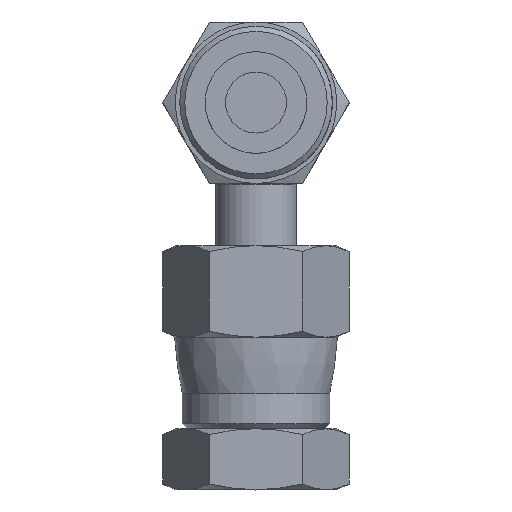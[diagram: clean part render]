
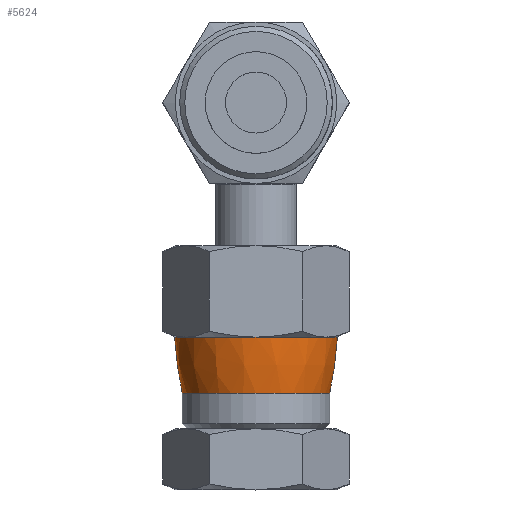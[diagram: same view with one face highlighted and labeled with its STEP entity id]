
A CAD part, top view. The second image highlights one B-rep face of the part: STEP entity #5624.
In plain terms, the highlighted free-form (B-spline) face has degree [2, 2] with [3, 9] control points.
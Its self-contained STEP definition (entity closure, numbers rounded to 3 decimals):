
#19=(
BOUNDED_SURFACE()
B_SPLINE_SURFACE(2,2,((#12341,#12342,#12343,#12344,#12345,#12346,#12347,
#12348,#12349),(#12350,#12351,#12352,#12353,#12354,#12355,#12356,#12357,
#12358),(#12359,#12360,#12361,#12362,#12363,#12364,#12365,#12366,#12367)),
 .UNSPECIFIED.,.F.,.T.,.F.)
B_SPLINE_SURFACE_WITH_KNOTS((3,3),(3,2,2,2,3),(0.,0.271),
(-3.142,-1.571,0.,1.571,3.142),
 .UNSPECIFIED.)
GEOMETRIC_REPRESENTATION_ITEM()
RATIONAL_B_SPLINE_SURFACE(((1.,0.707,1.,0.707,1.,
0.707,1.,0.707,1.),(0.991,0.701,
0.991,0.701,0.991,0.701,0.991,
0.701,0.991),(1.,0.707,1.,0.707,
1.,0.707,1.,0.707,1.)))
REPRESENTATION_ITEM('')
SURFACE()
);
#964=FACE_OUTER_BOUND('',#1327,.T.);
#1327=EDGE_LOOP('',(#5167,#5168,#5169,#5170));
#2210=CIRCLE('',#6093,8.);
#2217=CIRCLE('',#6100,7.25);
#2218=CIRCLE('',#6101,20.542);
#2738=VERTEX_POINT('',#12327);
#2745=VERTEX_POINT('',#12368);
#3548=EDGE_CURVE('',#2738,#2738,#2210,.T.);
#3555=EDGE_CURVE('',#2745,#2745,#2217,.T.);
#3556=EDGE_CURVE('',#2745,#2738,#2218,.T.);
#5167=ORIENTED_EDGE('',*,*,#3555,.F.);
#5168=ORIENTED_EDGE('',*,*,#3556,.T.);
#5169=ORIENTED_EDGE('',*,*,#3548,.T.);
#5170=ORIENTED_EDGE('',*,*,#3556,.F.);
#5624=ADVANCED_FACE('',(#964),#19,.F.);
#6093=AXIS2_PLACEMENT_3D('',#12328,#7216,#7217);
#6100=AXIS2_PLACEMENT_3D('',#12369,#7230,#7231);
#6101=AXIS2_PLACEMENT_3D('',#12370,#7232,#7233);
#7216=DIRECTION('center_axis',(0.,0.,-1.));
#7217=DIRECTION('ref_axis',(-1.,0.,0.));
#7230=DIRECTION('center_axis',(0.,0.,-1.));
#7231=DIRECTION('ref_axis',(-1.,0.,0.));
#7232=DIRECTION('center_axis',(0.,-1.,0.));
#7233=DIRECTION('ref_axis',(1.,0.,0.));
#12327=CARTESIAN_POINT('',(8.,0.,0.));
#12328=CARTESIAN_POINT('Origin',(0.,0.,0.));
#12341=CARTESIAN_POINT('Ctrl Pts',(8.,0.,0.));
#12342=CARTESIAN_POINT('Ctrl Pts',(8.,-8.,0.));
#12343=CARTESIAN_POINT('Ctrl Pts',(0.,-8.,0.));
#12344=CARTESIAN_POINT('Ctrl Pts',(-8.,-8.,
0.));
#12345=CARTESIAN_POINT('Ctrl Pts',(-8.,0.,0.));
#12346=CARTESIAN_POINT('Ctrl Pts',(-8.,8.,0.));
#12347=CARTESIAN_POINT('Ctrl Pts',(0.,8.,0.));
#12348=CARTESIAN_POINT('Ctrl Pts',(8.,8.,0.));
#12349=CARTESIAN_POINT('Ctrl Pts',(8.,0.,0.));
#12350=CARTESIAN_POINT('Ctrl Pts',(8.,0.,-2.801));
#12351=CARTESIAN_POINT('Ctrl Pts',(8.,-8.,-2.801));
#12352=CARTESIAN_POINT('Ctrl Pts',(0.,-8.,-2.801));
#12353=CARTESIAN_POINT('Ctrl Pts',(-8.,-8.,
-2.801));
#12354=CARTESIAN_POINT('Ctrl Pts',(-8.,0.,-2.801));
#12355=CARTESIAN_POINT('Ctrl Pts',(-8.,8.,-2.801));
#12356=CARTESIAN_POINT('Ctrl Pts',(0.,8.,-2.801));
#12357=CARTESIAN_POINT('Ctrl Pts',(8.,8.,-2.801));
#12358=CARTESIAN_POINT('Ctrl Pts',(8.,0.,-2.801));
#12359=CARTESIAN_POINT('Ctrl Pts',(7.25,0.,-5.5));
#12360=CARTESIAN_POINT('Ctrl Pts',(7.25,-7.25,-5.5));
#12361=CARTESIAN_POINT('Ctrl Pts',(0.,-7.25,-5.5));
#12362=CARTESIAN_POINT('Ctrl Pts',(-7.25,-7.25,
-5.5));
#12363=CARTESIAN_POINT('Ctrl Pts',(-7.25,0.,-5.5));
#12364=CARTESIAN_POINT('Ctrl Pts',(-7.25,7.25,-5.5));
#12365=CARTESIAN_POINT('Ctrl Pts',(0.,7.25,-5.5));
#12366=CARTESIAN_POINT('Ctrl Pts',(7.25,7.25,-5.5));
#12367=CARTESIAN_POINT('Ctrl Pts',(7.25,0.,-5.5));
#12368=CARTESIAN_POINT('',(7.25,0.,-5.5));
#12369=CARTESIAN_POINT('Origin',(0.,0.,-5.5));
#12370=CARTESIAN_POINT('Origin',(-12.542,0.,
0.));
